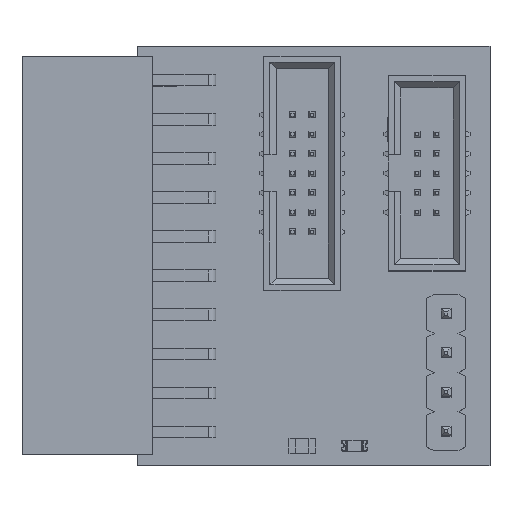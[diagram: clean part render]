
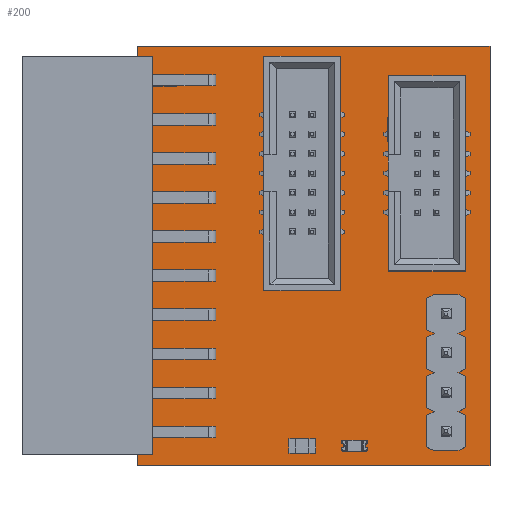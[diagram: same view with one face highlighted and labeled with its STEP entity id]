
A CAD part, top view. The second image highlights one B-rep face of the part: STEP entity #200.
In plain terms, the highlighted planar face has unit normal (0, 0, 1).
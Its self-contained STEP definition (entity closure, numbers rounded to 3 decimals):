
#71 = VERTEX_POINT('',#72);
#72 = CARTESIAN_POINT('',(25.5,47.4,1.646));
#78 = EDGE_CURVE('',#71,#79,#81,.T.);
#79 = VERTEX_POINT('',#80);
#80 = CARTESIAN_POINT('',(48.4,47.4,1.646));
#81 = LINE('',#82,#83);
#82 = CARTESIAN_POINT('',(25.5,47.4,1.646));
#83 = VECTOR('',#84,1.);
#84 = DIRECTION('',(1.,0.,0.));
#109 = EDGE_CURVE('',#79,#110,#112,.T.);
#110 = VERTEX_POINT('',#111);
#111 = CARTESIAN_POINT('',(48.4,74.7,1.646));
#112 = LINE('',#113,#114);
#113 = CARTESIAN_POINT('',(48.4,47.4,1.646));
#114 = VECTOR('',#115,1.);
#115 = DIRECTION('',(0.,1.,0.));
#140 = EDGE_CURVE('',#110,#141,#143,.T.);
#141 = VERTEX_POINT('',#142);
#142 = CARTESIAN_POINT('',(25.5,74.7,1.646));
#143 = LINE('',#144,#145);
#144 = CARTESIAN_POINT('',(48.4,74.7,1.646));
#145 = VECTOR('',#146,1.);
#146 = DIRECTION('',(-1.,0.,0.));
#171 = EDGE_CURVE('',#141,#71,#172,.T.);
#172 = LINE('',#173,#174);
#173 = CARTESIAN_POINT('',(25.5,74.7,1.646));
#174 = VECTOR('',#175,1.);
#175 = DIRECTION('',(0.,-1.,0.));
#200 = ADVANCED_FACE('',(#201),#207,.F.);
#201 = FACE_BOUND('',#202,.T.);
#202 = EDGE_LOOP('',(#203,#204,#205,#206));
#203 = ORIENTED_EDGE('',*,*,#78,.T.);
#204 = ORIENTED_EDGE('',*,*,#109,.T.);
#205 = ORIENTED_EDGE('',*,*,#140,.T.);
#206 = ORIENTED_EDGE('',*,*,#171,.T.);
#207 = PLANE('',#208);
#208 = AXIS2_PLACEMENT_3D('',#209,#210,#211);
#209 = CARTESIAN_POINT('',(25.5,47.4,1.646));
#210 = DIRECTION('',(0.,0.,-1.));
#211 = DIRECTION('',(-1.,0.,0.));
